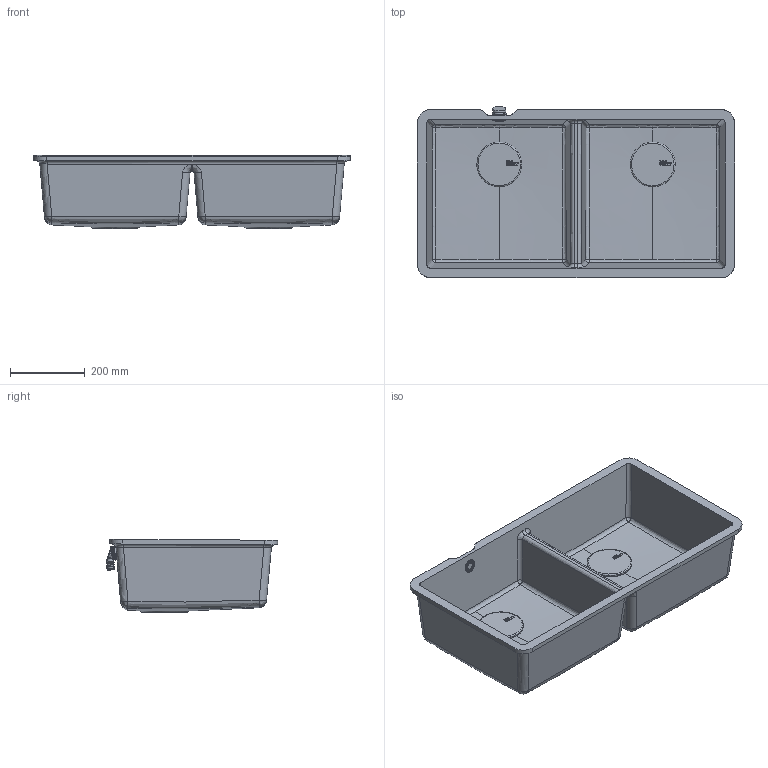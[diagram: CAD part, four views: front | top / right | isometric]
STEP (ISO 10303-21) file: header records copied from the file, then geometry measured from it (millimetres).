
FILE_DESCRIPTION(/* description */ (''),/* implementation_level */ '2;1');
FILE_NAME(/* name */ 'SALTY9~1',/* time_stamp */ '2015-12-22T17:23:08+01:00',/* author */ (''),/* organization */ (''),/* preprocessor_version */ 'ST-DEVELOPER v15',/* originating_system */ '',/* authorisation */ '');
FILE_SCHEMA (('AUTOMOTIVE_DESIGN_CC2'));
Products named in the file (5): Document; Assem1; GRIGLIA TPT TP 3F HST 20 DUPONT; TROPPOPIENO TONDO TESTA BASSA PORTAGOMMA 002529P METALLIZZATO; GHIERA TROPPO PIENO TONDO
Assembly tree (4 placements, depth 3):
  Document
    Assem1
      GRIGLIA TPT TP 3F HST 20 DUPONT
      TROPPOPIENO TONDO TESTA BASSA PORTAGOMMA 002529P METALLIZZATO
      GHIERA TROPPO PIENO TONDO
Bounding box: 850 x 459.05 x 195.82 mm (x, y, z)
Volume: 9242419.1 mm3; surface area: 1757097.4 mm2
Topology: 38 solids, 490 shells, 7878 faces, 14047 edges, 6672 vertices
Faces by surface type: bspline 5805, plane 2073
Entity records: 180164 total; most frequent: CARTESIAN_POINT 80967, ORIENTED_EDGE 25462, EDGE_CURVE 14047, B_SPLINE_CURVE_WITH_KNOTS 12552, EDGE_LOOP 7921, ADVANCED_FACE 7878, FACE_OUTER_BOUND 7878, VERTEX_POINT 6672
